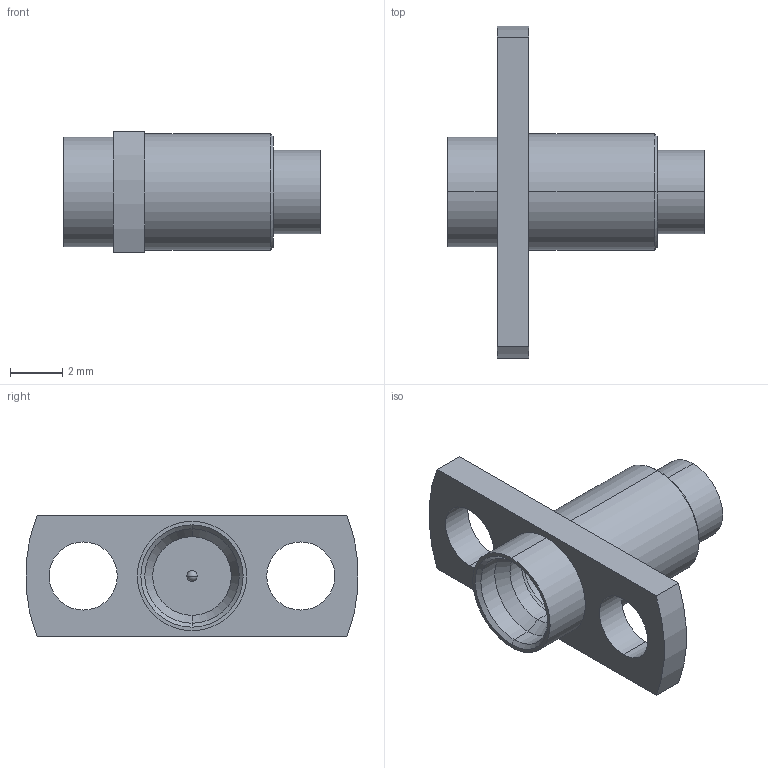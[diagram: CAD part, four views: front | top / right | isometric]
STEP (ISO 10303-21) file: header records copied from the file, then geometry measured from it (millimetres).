
FILE_DESCRIPTION (( 'STEP AP214' ), '1' );
FILE_NAME ('FMCO1063_3D.step', '2023-10-23T17:02:10', ( '' ), ( '' ), 'SwSTEP 2.0', 'SolidWorks 2022', '' );
FILE_SCHEMA (( 'AUTOMOTIVE_DESIGN' ));
Length unit declared in the file: millimetre
Products named in the file (1): FMCO1063_3D
Bounding box: 9.8 x 12.66 x 4.65 mm (x, y, z)
Volume: 136.2 mm3; surface area: 313.8 mm2
Topology: 1 solids, 1 shells, 43 faces, 94 edges, 57 vertices
Faces by surface type: cylinder 22, cone 10, plane 9, sphere 2
Entity records: 1218 total; most frequent: DIRECTION 234, CARTESIAN_POINT 193, ORIENTED_EDGE 184, AXIS2_PLACEMENT_3D 98, EDGE_CURVE 92, VERTEX_POINT 57, CIRCLE 54, EDGE_LOOP 53
